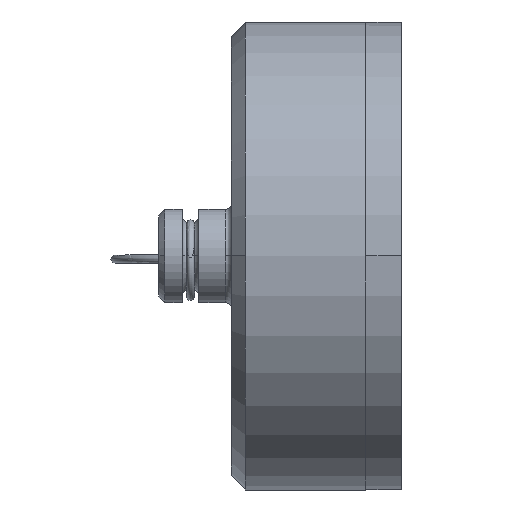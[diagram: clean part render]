
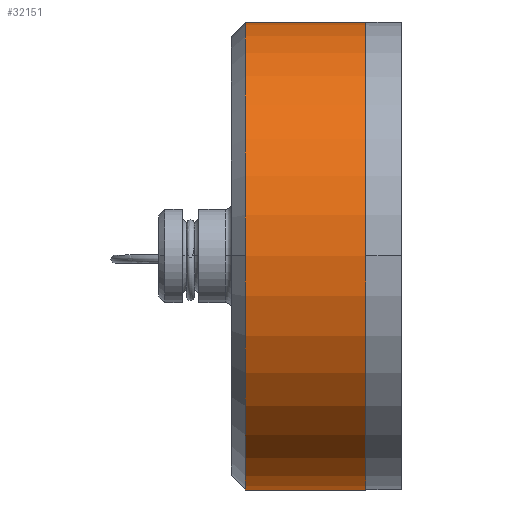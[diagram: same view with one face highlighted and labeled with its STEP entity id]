
A CAD part, top view. The second image highlights one B-rep face of the part: STEP entity #32151.
In plain terms, the highlighted cylindrical face has radius 20 mm (diameter 40 mm), a partial arc.
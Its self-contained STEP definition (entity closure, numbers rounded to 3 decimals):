
#29981=CARTESIAN_POINT(' ',(7.4,0.,20.));
#29982=VERTEX_POINT(' ',#29981);
#30061=CARTESIAN_POINT(' ',(7.4,-20.,0.));
#30062=VERTEX_POINT(' ',#30061);
#30076=CARTESIAN_POINT(' ',(7.4,0.,0.));
#30081=DIRECTION(' ',(1.,0.,0.));
#30086=DIRECTION(' ',(0.,0.,1.));
#30091=AXIS2_PLACEMENT_3D(' ',#30076,#30081,#30086);
#30096=CIRCLE('',#30091,20.);
#30101=EDGE_CURVE(' ',#29982,#30062,#30096,.T.);
#30156=CARTESIAN_POINT(' ',(7.4,0.,0.));
#30161=DIRECTION(' ',(1.,0.,0.));
#30166=DIRECTION(' ',(0.,1.,0.));
#30171=AXIS2_PLACEMENT_3D(' ',#30156,#30161,#30166);
#30176=CIRCLE('',#30171,20.);
#30181=CARTESIAN_POINT(' ',(7.4,20.,0.));
#30182=VERTEX_POINT(' ',#30181);
#30186=EDGE_CURVE(' ',#30182,#29982,#30176,.T.);
#31891=CARTESIAN_POINT(' ',(17.7,20.,0.));
#31896=DIRECTION(' ',(-1.,0.,0.));
#31901=VECTOR(' ',#31896,1.);
#31906=LINE('',#31891,#31901);
#31911=CARTESIAN_POINT(' ',(17.7,20.,0.));
#31912=VERTEX_POINT(' ',#31911);
#31916=EDGE_CURVE(' ',#31912,#30182,#31906,.T.);
#31991=CARTESIAN_POINT(' ',(17.7,-20.,0.));
#31992=VERTEX_POINT(' ',#31991);
#32006=CARTESIAN_POINT(' ',(17.7,-20.,0.));
#32011=DIRECTION(' ',(-1.,0.,0.));
#32016=VECTOR(' ',#32011,1.);
#32021=LINE('',#32006,#32016);
#32026=EDGE_CURVE(' ',#31992,#30062,#32021,.T.);
#32061=CARTESIAN_POINT(' ',(6.2,0.,0.));
#32066=DIRECTION(' ',(1.,0.,0.));
#32071=DIRECTION(' ',(0.,0.,-1.));
#32076=AXIS2_PLACEMENT_3D(' ',#32061,#32066,#32071);
#32081=CYLINDRICAL_SURFACE(' ',#32076,20.);
#32086=ORIENTED_EDGE(' ',*,*,#31916,.T.);
#32091=ORIENTED_EDGE(' ',*,*,#30186,.T.);
#32096=ORIENTED_EDGE(' ',*,*,#30101,.T.);
#32101=ORIENTED_EDGE(' ',*,*,#32026,.F.);
#32106=CARTESIAN_POINT(' ',(17.7,0.,0.));
#32111=DIRECTION(' ',(-1.,0.,-0.));
#32116=DIRECTION(' ',(0.,-1.,0.));
#32121=AXIS2_PLACEMENT_3D(' ',#32106,#32111,#32116);
#32126=CIRCLE('',#32121,20.);
#32131=EDGE_CURVE(' ',#31992,#31912,#32126,.T.);
#32136=ORIENTED_EDGE(' ',*,*,#32131,.T.);
#32141=EDGE_LOOP(' ',(#32086,#32091,#32096,#32101,#32136));
#32146=FACE_OUTER_BOUND(' ',#32141,.T.);
#32151=ADVANCED_FACE('',(#32146),#32081,.T.);
